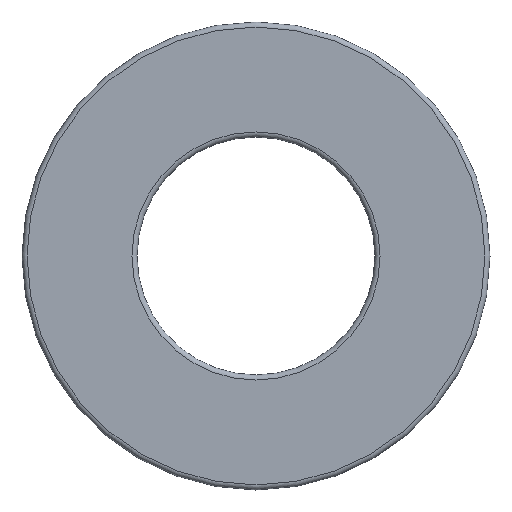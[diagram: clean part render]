
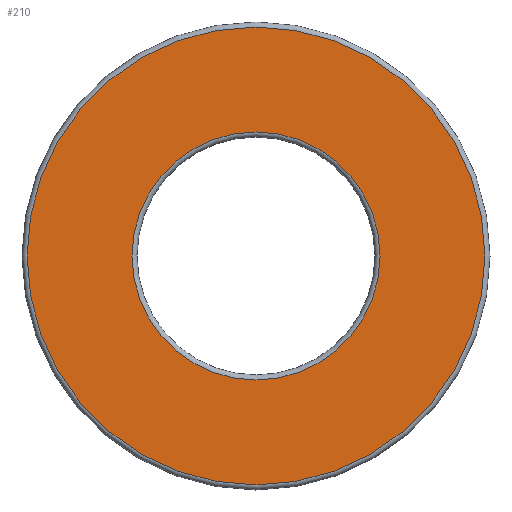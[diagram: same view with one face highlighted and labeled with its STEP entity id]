
A CAD part, left-side view. The second image highlights one B-rep face of the part: STEP entity #210.
In plain terms, the highlighted planar face has unit normal (-1, 0, 0).
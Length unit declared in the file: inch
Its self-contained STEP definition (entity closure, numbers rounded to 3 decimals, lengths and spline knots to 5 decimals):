
#210 = ADVANCED_FACE ( 'NONE', ( #1108, #449 ), #303, .F. ) ;
#274 = DIRECTION ( 'NONE',  ( 0., 0., 1. ) ) ;
#303 = PLANE ( 'NONE',  #764 ) ;
#307 = VERTEX_POINT ( 'NONE', #470 ) ;
#378 = VERTEX_POINT ( 'NONE', #1176 ) ;
#449 = FACE_OUTER_BOUND ( 'NONE', #1423, .T. ) ;
#470 = CARTESIAN_POINT ( 'NONE',  ( -0.3125, 0., 0.90187 ) ) ;
#471 = CARTESIAN_POINT ( 'NONE',  ( -0.3125, 0., 0. ) ) ;
#561 = CIRCLE ( 'NONE', #1397, 0.90187 ) ;
#601 = EDGE_CURVE ( 'NONE', #307, #307, #561, .T. ) ;
#714 = DIRECTION ( 'NONE',  ( -1., 0., 0. ) ) ;
#738 = CIRCLE ( 'NONE', #772, 0.48875 ) ;
#746 = DIRECTION ( 'NONE',  ( -1., 0., 0. ) ) ;
#764 = AXIS2_PLACEMENT_3D ( 'NONE', #1243, #769, #883 ) ;
#769 = DIRECTION ( 'NONE',  ( 1., 0., 0. ) ) ;
#772 = AXIS2_PLACEMENT_3D ( 'NONE', #471, #714, #274 ) ;
#779 = ORIENTED_EDGE ( 'NONE', *, *, #839, .F. ) ;
#839 = EDGE_CURVE ( 'NONE', #378, #378, #738, .T. ) ;
#883 = DIRECTION ( 'NONE',  ( 0., 0., -1. ) ) ;
#1102 = CARTESIAN_POINT ( 'NONE',  ( -0.3125, 0., 0. ) ) ;
#1108 = FACE_BOUND ( 'NONE', #1293, .T. ) ;
#1117 = ORIENTED_EDGE ( 'NONE', *, *, #601, .T. ) ;
#1176 = CARTESIAN_POINT ( 'NONE',  ( -0.3125, 0., 0.48875 ) ) ;
#1243 = CARTESIAN_POINT ( 'NONE',  ( -0.3125, 0., 0. ) ) ;
#1293 = EDGE_LOOP ( 'NONE', ( #779 ) ) ;
#1397 = AXIS2_PLACEMENT_3D ( 'NONE', #1102, #746, #1422 ) ;
#1422 = DIRECTION ( 'NONE',  ( 0., 0., 1. ) ) ;
#1423 = EDGE_LOOP ( 'NONE', ( #1117 ) ) ;
